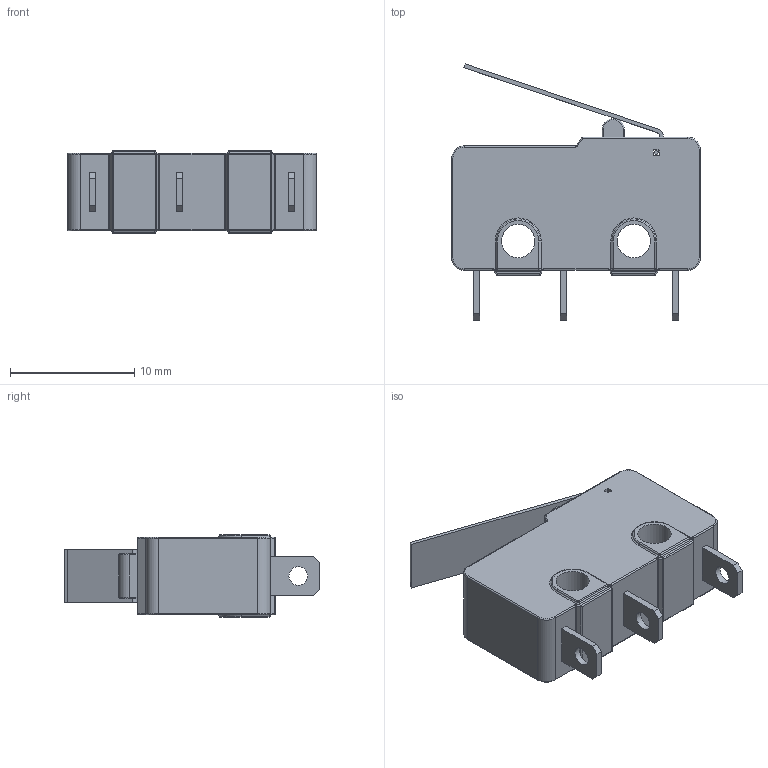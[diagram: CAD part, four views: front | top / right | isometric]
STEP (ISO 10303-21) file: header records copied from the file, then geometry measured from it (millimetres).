
FILE_DESCRIPTION(/* description */ (''),/* implementation_level */ '2;1');
FILE_NAME(/* name */ 'Mechanical_Endstop_rev2.stp',/* time_stamp */ '2017-06-01T20:48:19+02:00',/* author */ (''),/* organization */ (''),/* preprocessor_version */ 'ST-DEVELOPER v16',/* originating_system */ 'SIEMENS PLM Software NX 11.0',/* authorisation */ '');
FILE_SCHEMA (('AUTOMOTIVE_DESIGN { 1 0 10303 214 3 1 1 1 }'));
Length unit declared in the file: millimetre
Products named in the file (1): Jann62E009ACvm44
Bounding box: 20 x 20.59 x 6.65 mm (x, y, z)
Volume: 1282.9 mm3; surface area: 1216.2 mm2
Topology: 6 solids, 6 shells, 279 faces, 650 edges, 357 vertices
Faces by surface type: cylinder 119, plane 77, torus 51, sphere 30, bspline 2
Full cylindrical faces by diameter (mm): 1.5 x3, 2.7 x2
Entity records: 7706 total; most frequent: DIRECTION 1479, CARTESIAN_POINT 1274, ORIENTED_EDGE 1230, EDGE_CURVE 615, AXIS2_PLACEMENT_3D 586, VERTEX_POINT 357, LINE 307, VECTOR 307
